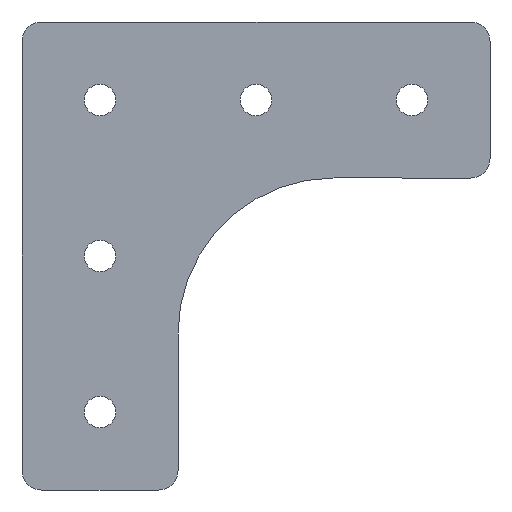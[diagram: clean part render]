
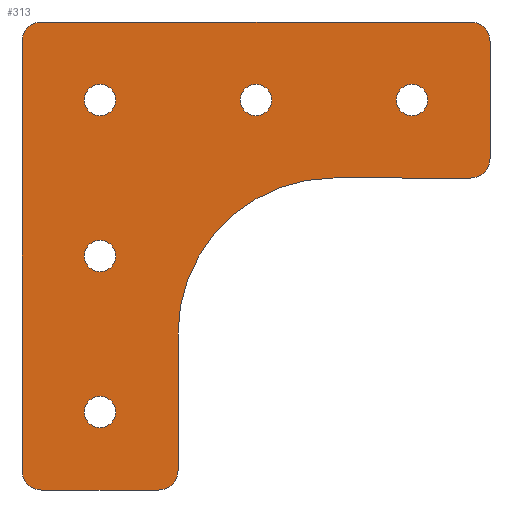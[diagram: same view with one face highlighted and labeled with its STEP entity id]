
A CAD part, front view. The second image highlights one B-rep face of the part: STEP entity #313.
In plain terms, the highlighted planar face has unit normal (0, -1, 0).
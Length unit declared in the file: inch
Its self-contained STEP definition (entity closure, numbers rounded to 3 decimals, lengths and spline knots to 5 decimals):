
#8 = CARTESIAN_POINT ( 'NONE',  ( 1., 0., -2.875 ) ) ;
#14 = DIRECTION ( 'NONE',  ( 0., 0., 1. ) ) ;
#21 = EDGE_CURVE ( 'NONE', #251, #625, #115, .T. ) ;
#28 = CARTESIAN_POINT ( 'NONE',  ( 0.125, 0., -0.125 ) ) ;
#37 = AXIS2_PLACEMENT_3D ( 'NONE', #360, #110, #403 ) ;
#38 = DIRECTION ( 'NONE',  ( 0., -1., 0. ) ) ;
#48 = DIRECTION ( 'NONE',  ( 0., 1., 0. ) ) ;
#49 = CARTESIAN_POINT ( 'NONE',  ( 0.875, 0., -3. ) ) ;
#50 = EDGE_CURVE ( 'NONE', #255, #109, #231, .T. ) ;
#51 = DIRECTION ( 'NONE',  ( 0., 0., 1. ) ) ;
#52 = CARTESIAN_POINT ( 'NONE',  ( 2., 0., -2. ) ) ;
#54 = ORIENTED_EDGE ( 'NONE', *, *, #632, .T. ) ;
#55 = CIRCLE ( 'NONE', #606, 0.125 ) ;
#57 = DIRECTION ( 'NONE',  ( 0., 0., 1. ) ) ;
#58 = AXIS2_PLACEMENT_3D ( 'NONE', #192, #540, #241 ) ;
#65 = CARTESIAN_POINT ( 'NONE',  ( 1., 0., -3. ) ) ;
#67 = CARTESIAN_POINT ( 'NONE',  ( 1., 0., -2. ) ) ;
#86 = DIRECTION ( 'NONE',  ( 0., 0., -1. ) ) ;
#87 = ORIENTED_EDGE ( 'NONE', *, *, #224, .T. ) ;
#92 = VERTEX_POINT ( 'NONE', #311 ) ;
#94 = DIRECTION ( 'NONE',  ( 0., 1., 0. ) ) ;
#99 = CIRCLE ( 'NONE', #293, 1. ) ;
#101 = DIRECTION ( 'NONE',  ( 0., 0., -1. ) ) ;
#107 = CARTESIAN_POINT ( 'NONE',  ( 0.5, 0., -0.5 ) ) ;
#109 = VERTEX_POINT ( 'NONE', #8 ) ;
#110 = DIRECTION ( 'NONE',  ( 0., -1., 0. ) ) ;
#115 = LINE ( 'NONE', #526, #502 ) ;
#123 = DIRECTION ( 'NONE',  ( 0., 0., -1. ) ) ;
#124 = EDGE_CURVE ( 'NONE', #516, #516, #486, .T. ) ;
#131 = VERTEX_POINT ( 'NONE', #297 ) ;
#132 = FACE_BOUND ( 'NONE', #304, .T. ) ;
#135 = VERTEX_POINT ( 'NONE', #207 ) ;
#142 = ORIENTED_EDGE ( 'NONE', *, *, #583, .T. ) ;
#144 = CARTESIAN_POINT ( 'NONE',  ( 2.5, 0., -0.5 ) ) ;
#158 = EDGE_LOOP ( 'NONE', ( #379 ) ) ;
#160 = EDGE_CURVE ( 'NONE', #131, #131, #597, .T. ) ;
#162 = CIRCLE ( 'NONE', #657, 0.1005 ) ;
#163 = DIRECTION ( 'NONE',  ( -1., 0., 0. ) ) ;
#175 = EDGE_LOOP ( 'NONE', ( #469, #87, #260, #551, #647, #482, #235, #142, #181, #592, #421, #485 ) ) ;
#181 = ORIENTED_EDGE ( 'NONE', *, *, #269, .F. ) ;
#187 = EDGE_CURVE ( 'NONE', #550, #625, #326, .T. ) ;
#189 = VERTEX_POINT ( 'NONE', #643 ) ;
#192 = CARTESIAN_POINT ( 'NONE',  ( 0.875, 0., -2.875 ) ) ;
#195 = VECTOR ( 'NONE', #305, 39.37008 ) ;
#203 = CARTESIAN_POINT ( 'NONE',  ( 1.5, 0., -0.3995 ) ) ;
#205 = AXIS2_PLACEMENT_3D ( 'NONE', #442, #38, #288 ) ;
#207 = CARTESIAN_POINT ( 'NONE',  ( 0.125, 0., -3. ) ) ;
#221 = DIRECTION ( 'NONE',  ( 1., 0., 0. ) ) ;
#223 = DIRECTION ( 'NONE',  ( 0., 0., 1. ) ) ;
#224 = EDGE_CURVE ( 'NONE', #584, #450, #544, .T. ) ;
#228 = EDGE_LOOP ( 'NONE', ( #556 ) ) ;
#230 = AXIS2_PLACEMENT_3D ( 'NONE', #653, #351, #57 ) ;
#231 = LINE ( 'NONE', #320, #316 ) ;
#235 = ORIENTED_EDGE ( 'NONE', *, *, #327, .F. ) ;
#239 = VERTEX_POINT ( 'NONE', #203 ) ;
#240 = CARTESIAN_POINT ( 'NONE',  ( 0.125, 0., 0. ) ) ;
#241 = DIRECTION ( 'NONE',  ( 0., 0., -1. ) ) ;
#250 = DIRECTION ( 'NONE',  ( 0., -1., 0. ) ) ;
#251 = VERTEX_POINT ( 'NONE', #240 ) ;
#255 = VERTEX_POINT ( 'NONE', #67 ) ;
#258 = EDGE_CURVE ( 'NONE', #584, #92, #350, .T. ) ;
#260 = ORIENTED_EDGE ( 'NONE', *, *, #524, .F. ) ;
#267 = FACE_BOUND ( 'NONE', #158, .T. ) ;
#269 = EDGE_CURVE ( 'NONE', #616, #135, #405, .T. ) ;
#271 = AXIS2_PLACEMENT_3D ( 'NONE', #144, #48, #394 ) ;
#279 = EDGE_CURVE ( 'NONE', #306, #306, #162, .T. ) ;
#281 = CIRCLE ( 'NONE', #589, 0.125 ) ;
#283 = FACE_BOUND ( 'NONE', #511, .T. ) ;
#288 = DIRECTION ( 'NONE',  ( 0., 0., -1. ) ) ;
#289 = DIRECTION ( 'NONE',  ( 0., 1., 0. ) ) ;
#290 = DIRECTION ( 'NONE',  ( 0., 0., -1. ) ) ;
#293 = AXIS2_PLACEMENT_3D ( 'NONE', #52, #395, #101 ) ;
#297 = CARTESIAN_POINT ( 'NONE',  ( 2.5, 0., -0.3995 ) ) ;
#298 = VECTOR ( 'NONE', #290, 39.37008 ) ;
#300 = CARTESIAN_POINT ( 'NONE',  ( 0.5, 0., -2.3995 ) ) ;
#304 = EDGE_LOOP ( 'NONE', ( #54 ) ) ;
#305 = DIRECTION ( 'NONE',  ( -1., 0., 0. ) ) ;
#306 = VERTEX_POINT ( 'NONE', #455 ) ;
#309 = FACE_BOUND ( 'NONE', #228, .T. ) ;
#311 = CARTESIAN_POINT ( 'NONE',  ( 2., 0., -1. ) ) ;
#313 = ADVANCED_FACE ( 'NONE', ( #132, #397, #283, #267, #309, #579 ), #372, .T. ) ;
#316 = VECTOR ( 'NONE', #623, 39.37008 ) ;
#320 = CARTESIAN_POINT ( 'NONE',  ( 1., 0., -2. ) ) ;
#326 = CIRCLE ( 'NONE', #205, 0.125 ) ;
#327 = EDGE_CURVE ( 'NONE', #476, #189, #427, .T. ) ;
#331 = ORIENTED_EDGE ( 'NONE', *, *, #124, .T. ) ;
#339 = CARTESIAN_POINT ( 'NONE',  ( 0.5, 0., -1.5 ) ) ;
#342 = AXIS2_PLACEMENT_3D ( 'NONE', #389, #94, #441 ) ;
#344 = DIRECTION ( 'NONE',  ( 0., 1., 0. ) ) ;
#350 = LINE ( 'NONE', #638, #195 ) ;
#351 = DIRECTION ( 'NONE',  ( 0., 1., 0. ) ) ;
#356 = CARTESIAN_POINT ( 'NONE',  ( 2., 0., -2. ) ) ;
#360 = CARTESIAN_POINT ( 'NONE',  ( 2.875, 0., -0.875 ) ) ;
#367 = CARTESIAN_POINT ( 'NONE',  ( 0., 0., -3. ) ) ;
#372 = PLANE ( 'NONE',  #533 ) ;
#379 = ORIENTED_EDGE ( 'NONE', *, *, #531, .T. ) ;
#380 = DIRECTION ( 'NONE',  ( 0., -1., 0. ) ) ;
#382 = CARTESIAN_POINT ( 'NONE',  ( 3., 0., -0.875 ) ) ;
#389 = CARTESIAN_POINT ( 'NONE',  ( 1.5, 0., -0.5 ) ) ;
#393 = EDGE_CURVE ( 'NONE', #251, #189, #281, .T. ) ;
#394 = DIRECTION ( 'NONE',  ( 0., 0., 1. ) ) ;
#395 = DIRECTION ( 'NONE',  ( 0., -1., 0. ) ) ;
#396 = CARTESIAN_POINT ( 'NONE',  ( 0.5, 0., -0.3995 ) ) ;
#397 = FACE_BOUND ( 'NONE', #507, .T. ) ;
#403 = DIRECTION ( 'NONE',  ( 0., 0., -1. ) ) ;
#405 = LINE ( 'NONE', #65, #560 ) ;
#418 = DIRECTION ( 'NONE',  ( 0., -1., 0. ) ) ;
#421 = ORIENTED_EDGE ( 'NONE', *, *, #50, .F. ) ;
#427 = LINE ( 'NONE', #367, #449 ) ;
#441 = DIRECTION ( 'NONE',  ( 0., 0., 1. ) ) ;
#442 = CARTESIAN_POINT ( 'NONE',  ( 2.875, 0., -0.125 ) ) ;
#449 = VECTOR ( 'NONE', #223, 39.37008 ) ;
#450 = VERTEX_POINT ( 'NONE', #382 ) ;
#452 = LINE ( 'NONE', #595, #298 ) ;
#455 = CARTESIAN_POINT ( 'NONE',  ( 0.5, 0., -1.3995 ) ) ;
#460 = ORIENTED_EDGE ( 'NONE', *, *, #279, .T. ) ;
#469 = ORIENTED_EDGE ( 'NONE', *, *, #258, .F. ) ;
#476 = VERTEX_POINT ( 'NONE', #492 ) ;
#482 = ORIENTED_EDGE ( 'NONE', *, *, #393, .T. ) ;
#485 = ORIENTED_EDGE ( 'NONE', *, *, #599, .F. ) ;
#486 = CIRCLE ( 'NONE', #640, 0.1005 ) ;
#492 = CARTESIAN_POINT ( 'NONE',  ( 0., 0., -2.875 ) ) ;
#499 = CIRCLE ( 'NONE', #58, 0.125 ) ;
#501 = CARTESIAN_POINT ( 'NONE',  ( 2.875, 0., -1. ) ) ;
#502 = VECTOR ( 'NONE', #221, 39.37008 ) ;
#503 = CARTESIAN_POINT ( 'NONE',  ( 2.875, 0., 0. ) ) ;
#507 = EDGE_LOOP ( 'NONE', ( #460 ) ) ;
#511 = EDGE_LOOP ( 'NONE', ( #331 ) ) ;
#516 = VERTEX_POINT ( 'NONE', #396 ) ;
#524 = EDGE_CURVE ( 'NONE', #550, #450, #452, .T. ) ;
#526 = CARTESIAN_POINT ( 'NONE',  ( 0., 0., 0. ) ) ;
#531 = EDGE_CURVE ( 'NONE', #239, #239, #538, .T. ) ;
#533 = AXIS2_PLACEMENT_3D ( 'NONE', #356, #418, #123 ) ;
#537 = EDGE_CURVE ( 'NONE', #616, #109, #499, .T. ) ;
#538 = CIRCLE ( 'NONE', #342, 0.1005 ) ;
#540 = DIRECTION ( 'NONE',  ( 0., -1., 0. ) ) ;
#544 = CIRCLE ( 'NONE', #37, 0.125 ) ;
#547 = CARTESIAN_POINT ( 'NONE',  ( 0.125, 0., -2.875 ) ) ;
#550 = VERTEX_POINT ( 'NONE', #598 ) ;
#551 = ORIENTED_EDGE ( 'NONE', *, *, #187, .T. ) ;
#556 = ORIENTED_EDGE ( 'NONE', *, *, #160, .T. ) ;
#560 = VECTOR ( 'NONE', #163, 39.37008 ) ;
#579 = FACE_OUTER_BOUND ( 'NONE', #175, .T. ) ;
#583 = EDGE_CURVE ( 'NONE', #476, #135, #55, .T. ) ;
#584 = VERTEX_POINT ( 'NONE', #501 ) ;
#589 = AXIS2_PLACEMENT_3D ( 'NONE', #28, #380, #86 ) ;
#592 = ORIENTED_EDGE ( 'NONE', *, *, #537, .T. ) ;
#595 = CARTESIAN_POINT ( 'NONE',  ( 3., 0., 0. ) ) ;
#597 = CIRCLE ( 'NONE', #271, 0.1005 ) ;
#598 = CARTESIAN_POINT ( 'NONE',  ( 3., 0., -0.125 ) ) ;
#599 = EDGE_CURVE ( 'NONE', #92, #255, #99, .T. ) ;
#602 = DIRECTION ( 'NONE',  ( 0., 0., -1. ) ) ;
#606 = AXIS2_PLACEMENT_3D ( 'NONE', #547, #250, #602 ) ;
#616 = VERTEX_POINT ( 'NONE', #49 ) ;
#618 = VERTEX_POINT ( 'NONE', #300 ) ;
#623 = DIRECTION ( 'NONE',  ( 0., 0., -1. ) ) ;
#625 = VERTEX_POINT ( 'NONE', #503 ) ;
#630 = CIRCLE ( 'NONE', #230, 0.1005 ) ;
#632 = EDGE_CURVE ( 'NONE', #618, #618, #630, .T. ) ;
#638 = CARTESIAN_POINT ( 'NONE',  ( 3., 0., -1. ) ) ;
#640 = AXIS2_PLACEMENT_3D ( 'NONE', #107, #344, #51 ) ;
#643 = CARTESIAN_POINT ( 'NONE',  ( 0., 0., -0.125 ) ) ;
#647 = ORIENTED_EDGE ( 'NONE', *, *, #21, .F. ) ;
#653 = CARTESIAN_POINT ( 'NONE',  ( 0.5, 0., -2.5 ) ) ;
#657 = AXIS2_PLACEMENT_3D ( 'NONE', #339, #289, #14 ) ;
